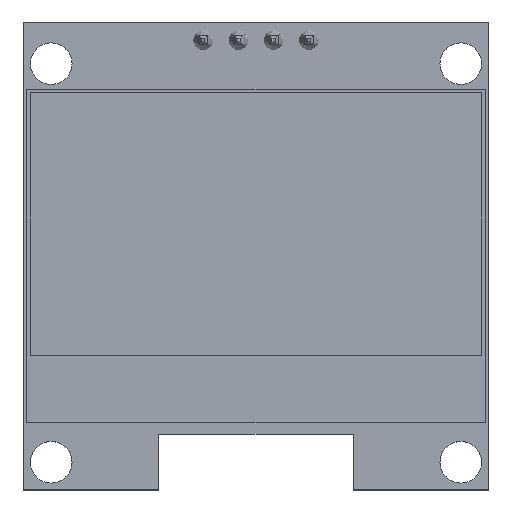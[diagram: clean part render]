
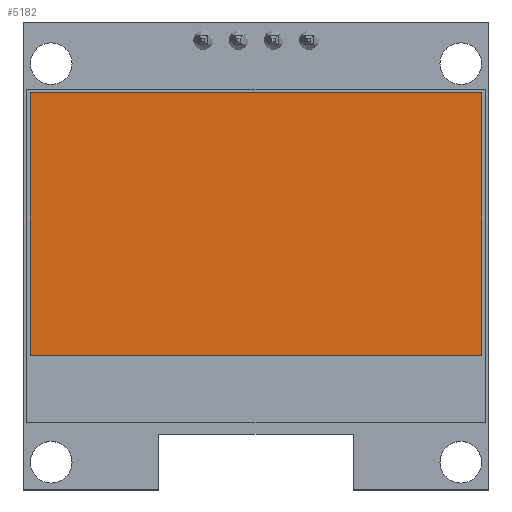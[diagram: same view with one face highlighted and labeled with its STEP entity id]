
A CAD part, top view. The second image highlights one B-rep face of the part: STEP entity #5182.
In plain terms, the highlighted planar face has unit normal (0, 0, 1).
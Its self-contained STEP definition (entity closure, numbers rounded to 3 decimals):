
#5073 = VERTEX_POINT('',#5074);
#5074 = CARTESIAN_POINT('',(33.,9.7,2.65));
#5080 = EDGE_CURVE('',#5081,#5073,#5083,.T.);
#5081 = VERTEX_POINT('',#5082);
#5082 = CARTESIAN_POINT('',(0.5,9.7,2.65));
#5083 = LINE('',#5084,#5085);
#5084 = CARTESIAN_POINT('',(33.,9.7,2.65));
#5085 = VECTOR('',#5086,1.);
#5086 = DIRECTION('',(1.,0.,0.));
#5111 = EDGE_CURVE('',#5112,#5081,#5114,.T.);
#5112 = VERTEX_POINT('',#5113);
#5113 = CARTESIAN_POINT('',(0.5,28.6,2.65));
#5114 = LINE('',#5115,#5116);
#5115 = CARTESIAN_POINT('',(0.5,9.7,2.65));
#5116 = VECTOR('',#5117,1.);
#5117 = DIRECTION('',(0.,-1.,0.));
#5142 = EDGE_CURVE('',#5143,#5112,#5145,.T.);
#5143 = VERTEX_POINT('',#5144);
#5144 = CARTESIAN_POINT('',(33.,28.6,2.65));
#5145 = LINE('',#5146,#5147);
#5146 = CARTESIAN_POINT('',(0.5,28.6,2.65));
#5147 = VECTOR('',#5148,1.);
#5148 = DIRECTION('',(-1.,0.,0.));
#5171 = EDGE_CURVE('',#5073,#5143,#5172,.T.);
#5172 = LINE('',#5173,#5174);
#5173 = CARTESIAN_POINT('',(33.,28.6,2.65));
#5174 = VECTOR('',#5175,1.);
#5175 = DIRECTION('',(0.,1.,0.));
#5182 = ADVANCED_FACE('',(#5183),#5189,.T.);
#5183 = FACE_BOUND('',#5184,.T.);
#5184 = EDGE_LOOP('',(#5185,#5186,#5187,#5188));
#5185 = ORIENTED_EDGE('',*,*,#5171,.T.);
#5186 = ORIENTED_EDGE('',*,*,#5142,.T.);
#5187 = ORIENTED_EDGE('',*,*,#5111,.T.);
#5188 = ORIENTED_EDGE('',*,*,#5080,.T.);
#5189 = PLANE('',#5190);
#5190 = AXIS2_PLACEMENT_3D('',#5191,#5192,#5193);
#5191 = CARTESIAN_POINT('',(16.75,19.15,2.65));
#5192 = DIRECTION('',(0.,0.,1.));
#5193 = DIRECTION('',(1.,0.,-0.));
